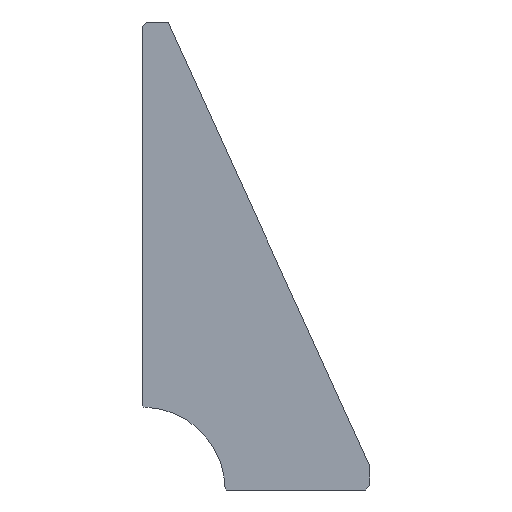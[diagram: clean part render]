
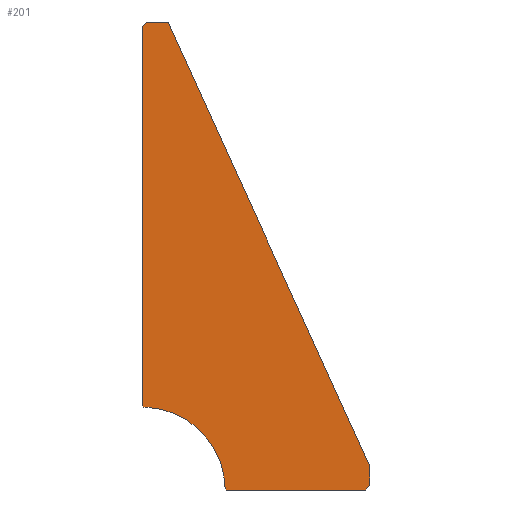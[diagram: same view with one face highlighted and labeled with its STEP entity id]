
A CAD part, left-side view. The second image highlights one B-rep face of the part: STEP entity #201.
In plain terms, the highlighted planar face has unit normal (-1, 0, 0).
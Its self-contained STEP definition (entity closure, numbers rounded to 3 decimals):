
#201=ADVANCED_FACE('',(#405),#406,.T.);
#405=FACE_OUTER_BOUND('',#601,.T.);
#406=PLANE('',#602);
#601=EDGE_LOOP('',(#1152,#1153,#1154,#1155,#1156,#1157,#1158,#1159,#1160,#1161,#1162,#1163,#1164,#1165,#1166));
#602=AXIS2_PLACEMENT_3D('',#1167,#1168,#1169);
#1152=ORIENTED_EDGE('',*,*,#1340,.F.);
#1153=ORIENTED_EDGE('',*,*,#1336,.F.);
#1154=ORIENTED_EDGE('',*,*,#1421,.F.);
#1155=ORIENTED_EDGE('',*,*,#1417,.F.);
#1156=ORIENTED_EDGE('',*,*,#1413,.F.);
#1157=ORIENTED_EDGE('',*,*,#1409,.F.);
#1158=ORIENTED_EDGE('',*,*,#1405,.F.);
#1159=ORIENTED_EDGE('',*,*,#1331,.F.);
#1160=ORIENTED_EDGE('',*,*,#1368,.F.);
#1161=ORIENTED_EDGE('',*,*,#1364,.F.);
#1162=ORIENTED_EDGE('',*,*,#1360,.F.);
#1163=ORIENTED_EDGE('',*,*,#1356,.F.);
#1164=ORIENTED_EDGE('',*,*,#1352,.F.);
#1165=ORIENTED_EDGE('',*,*,#1348,.F.);
#1166=ORIENTED_EDGE('',*,*,#1344,.F.);
#1167=CARTESIAN_POINT('',(-19.0,-18.591,60.697));
#1168=DIRECTION('',(-1.0,0.0,0.0));
#1169=DIRECTION('',(0.0,-1.0,0.0));
#1331=EDGE_CURVE('',#1636,#1637,#1638,.T.);
#1336=EDGE_CURVE('',#1643,#1645,#1646,.T.);
#1340=EDGE_CURVE('',#1645,#1651,#1652,.T.);
#1344=EDGE_CURVE('',#1651,#1657,#1658,.T.);
#1348=EDGE_CURVE('',#1657,#1663,#1664,.T.);
#1352=EDGE_CURVE('',#1663,#1669,#1670,.T.);
#1356=EDGE_CURVE('',#1669,#1675,#1676,.T.);
#1360=EDGE_CURVE('',#1675,#1681,#1682,.T.);
#1364=EDGE_CURVE('',#1681,#1687,#1688,.T.);
#1368=EDGE_CURVE('',#1687,#1636,#1693,.T.);
#1405=EDGE_CURVE('',#1637,#1744,#1745,.T.);
#1409=EDGE_CURVE('',#1744,#1750,#1751,.T.);
#1413=EDGE_CURVE('',#1750,#1756,#1757,.T.);
#1417=EDGE_CURVE('',#1756,#1762,#1763,.T.);
#1421=EDGE_CURVE('',#1762,#1643,#1768,.T.);
#1636=VERTEX_POINT('',#2053);
#1637=VERTEX_POINT('',#2054);
#1638=LINE('',#2055,#2056);
#1643=VERTEX_POINT('',#2063);
#1645=VERTEX_POINT('',#2066);
#1646=CIRCLE('',#2067,27.505);
#1651=VERTEX_POINT('',#2073);
#1652=CIRCLE('',#2074,27.511);
#1657=VERTEX_POINT('',#2080);
#1658=LINE('',#2081,#2082);
#1663=VERTEX_POINT('',#2089);
#1664=LINE('',#2090,#2091);
#1669=VERTEX_POINT('',#2098);
#1670=LINE('',#2099,#2100);
#1675=VERTEX_POINT('',#2107);
#1676=CIRCLE('',#2108,0.3);
#1681=VERTEX_POINT('',#2114);
#1682=LINE('',#2115,#2116);
#1687=VERTEX_POINT('',#2123);
#1688=CIRCLE('',#2124,0.3);
#1693=LINE('',#2130,#2131);
#1744=VERTEX_POINT('',#2201);
#1745=LINE('',#2202,#2203);
#1750=VERTEX_POINT('',#2210);
#1751=LINE('',#2211,#2212);
#1756=VERTEX_POINT('',#2219);
#1757=LINE('',#2220,#2221);
#1762=VERTEX_POINT('',#2228);
#1763=LINE('',#2229,#2230);
#1768=LINE('',#2237,#2238);
#2053=CARTESIAN_POINT('',(-19.0,-9.5,153.303));
#2054=CARTESIAN_POINT('',(-19.0,-74.851,9.5));
#2055=CARTESIAN_POINT('',(-19.0,-9.5,153.303));
#2056=VECTOR('',#2416,1.0);
#2063=CARTESIAN_POINT('',(-19.0,-27.5,0.5));
#2066=CARTESIAN_POINT('',(-19.0,-1.854,27.442));
#2067=AXIS2_PLACEMENT_3D('',#2420,#2421,#2422);
#2073=CARTESIAN_POINT('',(-19.0,-0.5,27.5));
#2074=AXIS2_PLACEMENT_3D('',#2427,#2428,#2429);
#2080=CARTESIAN_POINT('',(-19.0,0.0,28.0));
#2081=CARTESIAN_POINT('',(-19.0,-0.5,27.5));
#2082=VECTOR('',#2434,1.0);
#2089=CARTESIAN_POINT('',(-19.0,0.0,154.));
#2090=CARTESIAN_POINT('',(-19.0,0.0,28.0));
#2091=VECTOR('',#2437,1.0);
#2098=CARTESIAN_POINT('',(-19.0,-1.386,155.41));
#2099=CARTESIAN_POINT('',(-19.0,0.0,154.));
#2100=VECTOR('',#2440,1.0);
#2107=CARTESIAN_POINT('',(-19.0,-1.6,155.5));
#2108=AXIS2_PLACEMENT_3D('',#2443,#2444,#2445);
#2114=CARTESIAN_POINT('',(-19.0,-8.308,155.5));
#2115=CARTESIAN_POINT('',(-19.0,-1.6,155.5));
#2116=VECTOR('',#2450,1.0);
#2123=CARTESIAN_POINT('',(-19.0,-8.581,155.324));
#2124=AXIS2_PLACEMENT_3D('',#2453,#2454,#2455);
#2130=CARTESIAN_POINT('',(-19.0,-8.581,155.324));
#2131=VECTOR('',#2460,1.0);
#2201=CARTESIAN_POINT('',(-19.0,-75.5,8.072));
#2202=CARTESIAN_POINT('',(-19.0,-74.851,9.5));
#2203=VECTOR('',#2498,1.0);
#2210=CARTESIAN_POINT('',(-19.0,-75.5,1.6));
#2211=CARTESIAN_POINT('',(-19.0,-75.5,8.072));
#2212=VECTOR('',#2501,1.0);
#2219=CARTESIAN_POINT('',(-19.0,-74.,0.));
#2220=CARTESIAN_POINT('',(-19.0,-75.5,1.6));
#2221=VECTOR('',#2504,1.0);
#2228=CARTESIAN_POINT('',(-19.0,-28.0,0.));
#2229=CARTESIAN_POINT('',(-19.0,-74.,0.));
#2230=VECTOR('',#2507,1.0);
#2237=CARTESIAN_POINT('',(-19.0,-28.0,0.));
#2238=VECTOR('',#2510,1.0);
#2416=DIRECTION('',(0.0,-0.414,-0.91));
#2420=CARTESIAN_POINT('',(-19.0,0.,0.));
#2421=DIRECTION('',(-1.0,0.0,0.0));
#2422=DIRECTION('',(0.0,-1.,0.018));
#2427=CARTESIAN_POINT('',(-19.0,0.,-0.007));
#2428=DIRECTION('',(-1.0,0.0,0.0));
#2429=DIRECTION('',(0.0,-0.067,0.998));
#2434=DIRECTION('',(0.0,0.707,0.707));
#2437=DIRECTION('',(0.0,0.0,1.0));
#2440=DIRECTION('',(0.0,-0.701,0.713));
#2443=CARTESIAN_POINT('',(-19.0,-1.6,155.2));
#2444=DIRECTION('',(1.0,0.0,0.0));
#2445=DIRECTION('',(0.0,0.,1.0));
#2450=DIRECTION('',(0.0,-1.0,0.0));
#2453=CARTESIAN_POINT('',(-19.0,-8.308,155.2));
#2454=DIRECTION('',(1.0,0.0,0.0));
#2455=DIRECTION('',(0.0,-0.91,0.414));
#2460=DIRECTION('',(0.0,-0.414,-0.91));
#2498=DIRECTION('',(0.0,-0.414,-0.91));
#2501=DIRECTION('',(0.0,0.0,-1.0));
#2504=DIRECTION('',(-0.0,0.684,-0.729));
#2507=DIRECTION('',(0.0,1.0,0.0));
#2510=DIRECTION('',(0.0,0.707,0.707));
